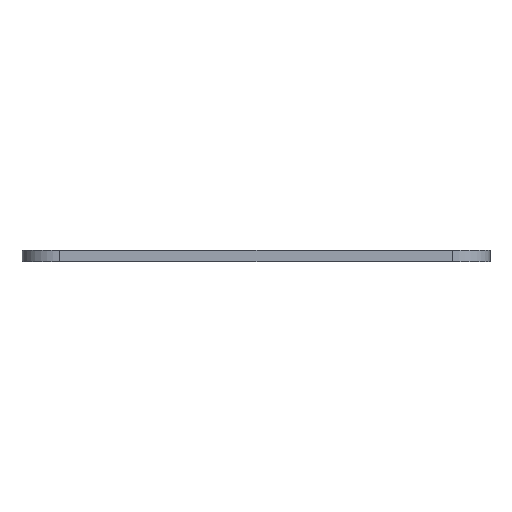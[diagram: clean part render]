
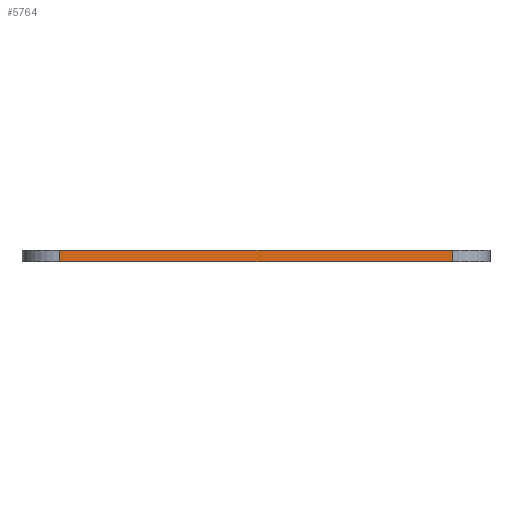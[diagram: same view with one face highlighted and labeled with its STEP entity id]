
A CAD part, left-side view. The second image highlights one B-rep face of the part: STEP entity #5764.
In plain terms, the highlighted planar face has unit normal (-1, 0, 0).
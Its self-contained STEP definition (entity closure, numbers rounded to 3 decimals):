
#750=FACE_OUTER_BOUND('',#1093,.T.);
#1093=EDGE_LOOP('',(#5082,#5083,#5084,#5085));
#1558=LINE('',#10435,#2101);
#1597=LINE('',#10595,#2140);
#1638=LINE('',#10751,#2181);
#1639=LINE('',#10753,#2182);
#2101=VECTOR('',#6720,10.);
#2140=VECTOR('',#6851,10.);
#2181=VECTOR('',#6974,10.);
#2182=VECTOR('',#6977,10.);
#2674=VERTEX_POINT('',#10432);
#2675=VERTEX_POINT('',#10434);
#2749=VERTEX_POINT('',#10592);
#2750=VERTEX_POINT('',#10594);
#3449=EDGE_CURVE('',#2674,#2675,#1558,.T.);
#3527=EDGE_CURVE('',#2749,#2750,#1597,.T.);
#3606=EDGE_CURVE('',#2750,#2674,#1638,.T.);
#3607=EDGE_CURVE('',#2675,#2749,#1639,.T.);
#5082=ORIENTED_EDGE('',*,*,#3606,.F.);
#5083=ORIENTED_EDGE('',*,*,#3527,.F.);
#5084=ORIENTED_EDGE('',*,*,#3607,.F.);
#5085=ORIENTED_EDGE('',*,*,#3449,.F.);
#5498=PLANE('',#6045);
#5764=ADVANCED_FACE('',(#750),#5498,.T.);
#6045=AXIS2_PLACEMENT_3D('',#10752,#6975,#6976);
#6720=DIRECTION('',(0.,-1.,0.));
#6851=DIRECTION('',(0.,1.,0.));
#6974=DIRECTION('',(0.,0.,1.));
#6975=DIRECTION('center_axis',(-1.,0.,0.));
#6976=DIRECTION('ref_axis',(0.,-1.,0.));
#6977=DIRECTION('',(0.,0.,-1.));
#10432=CARTESIAN_POINT('',(-11.475,-69.575,1.5));
#10434=CARTESIAN_POINT('',(-11.475,-121.775,1.5));
#10435=CARTESIAN_POINT('',(-11.475,-126.775,1.5));
#10592=CARTESIAN_POINT('',(-11.475,-121.775,0.));
#10594=CARTESIAN_POINT('',(-11.475,-69.575,0.));
#10595=CARTESIAN_POINT('',(-11.475,-126.775,0.));
#10751=CARTESIAN_POINT('',(-11.475,-69.575,0.));
#10752=CARTESIAN_POINT('Origin',(-11.475,-64.575,0.));
#10753=CARTESIAN_POINT('',(-11.475,-121.775,0.));
